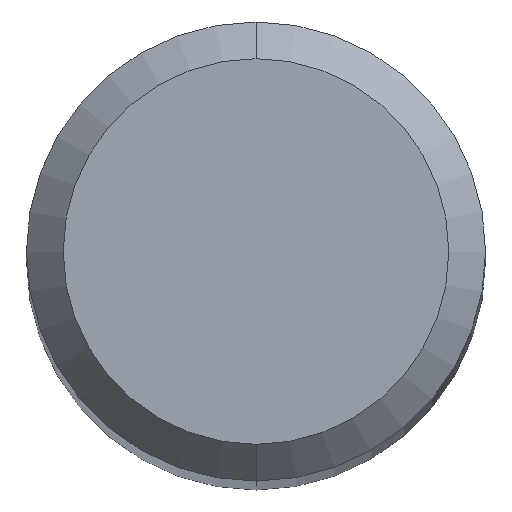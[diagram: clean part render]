
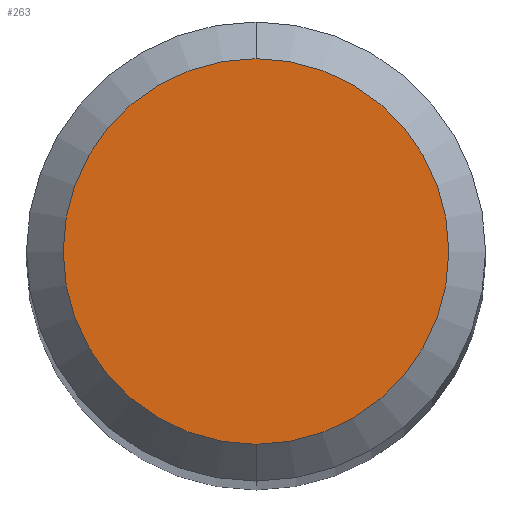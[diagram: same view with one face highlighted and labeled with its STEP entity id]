
A CAD part, top view. The second image highlights one B-rep face of the part: STEP entity #263.
In plain terms, the highlighted planar face has unit normal (0, 0, 1).
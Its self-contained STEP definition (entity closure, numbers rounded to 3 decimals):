
#263=ADVANCED_FACE('',(#579),#580,.T.);
#311=EDGE_CURVE('',#433,#365,#628,.T.);
#365=VERTEX_POINT('',#688);
#393=EDGE_CURVE('',#365,#433,#720,.T.);
#433=VERTEX_POINT('',#767);
#579=FACE_OUTER_BOUND('',#1035,.T.);
#580=PLANE('',#1036);
#628=CIRCLE('',#1161,2.1);
#688=CARTESIAN_POINT('',(0.0,2.1,0.0));
#720=CIRCLE('',#1317,2.1);
#767=CARTESIAN_POINT('',(0.,-2.1,0.0));
#1035=EDGE_LOOP('',(#1546,#1547));
#1036=AXIS2_PLACEMENT_3D('',#1548,#1549,#1550);
#1161=AXIS2_PLACEMENT_3D('',#1568,#1569,#1570);
#1317=AXIS2_PLACEMENT_3D('',#1680,#1681,#1682);
#1546=ORIENTED_EDGE('',*,*,#393,.F.);
#1547=ORIENTED_EDGE('',*,*,#311,.F.);
#1548=CARTESIAN_POINT('',(0.0,1.05,0.0));
#1549=DIRECTION('',(-0.0,0.0,1.0));
#1550=DIRECTION('',(0.0,-1.0,0.0));
#1568=CARTESIAN_POINT('',(0.0,0.0,0.0));
#1569=DIRECTION('',(0.0,0.0,-1.0));
#1570=DIRECTION('',(0.0,1.0,0.0));
#1680=CARTESIAN_POINT('',(0.0,0.0,0.0));
#1681=DIRECTION('',(0.0,0.0,-1.0));
#1682=DIRECTION('',(0.0,1.0,0.0));
